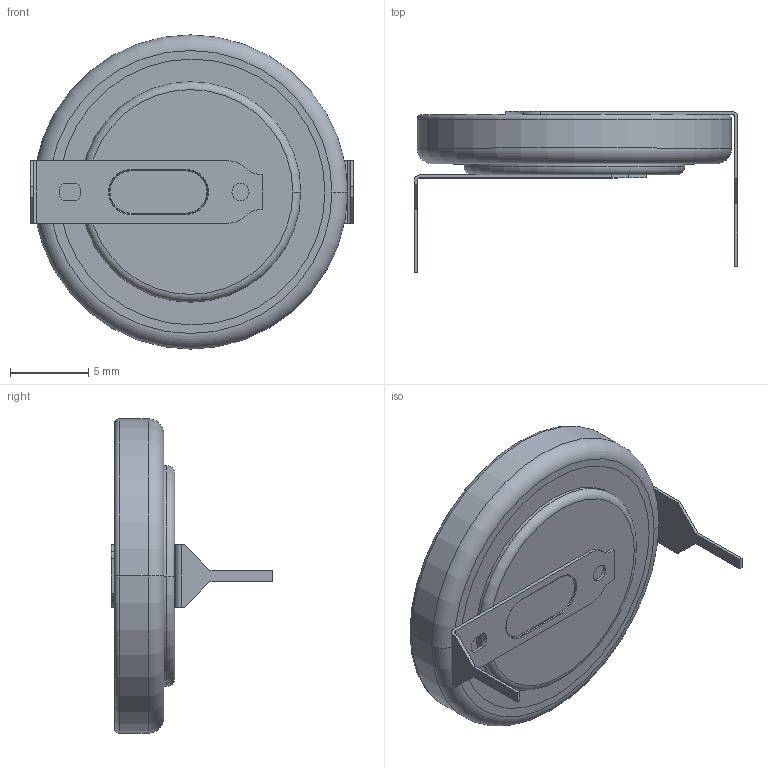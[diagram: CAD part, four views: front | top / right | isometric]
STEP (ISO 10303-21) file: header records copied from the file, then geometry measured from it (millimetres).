
FILE_DESCRIPTION (( 'STEP AP214' ), '1' );
FILE_NAME ('CR-2032_HF1N.STEP', '2022-10-21T19:34:22', ( '' ), ( '' ), 'SwSTEP 2.0', 'SolidWorks 2017', '' );
FILE_SCHEMA (( 'AUTOMOTIVE_DESIGN' ));
Length unit declared in the file: millimetre
Products named in the file (1): CR-2032_HF1N
Bounding box: 20.7 x 10.3 x 20.1 mm (x, y, z)
Volume: 1117 mm3; surface area: 1462.3 mm2
Topology: 4 solids, 4 shells, 89 faces, 220 edges, 142 vertices
Faces by surface type: cylinder 38, plane 35, torus 16
Entity records: 2749 total; most frequent: DIRECTION 506, CARTESIAN_POINT 452, ORIENTED_EDGE 440, EDGE_CURVE 220, AXIS2_PLACEMENT_3D 196, VERTEX_POINT 142, LINE 114, VECTOR 114
